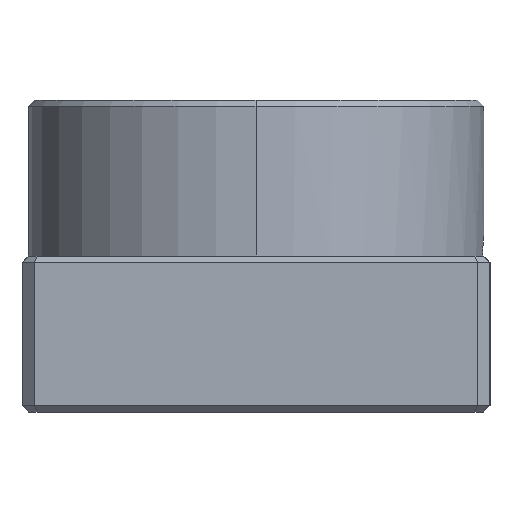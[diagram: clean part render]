
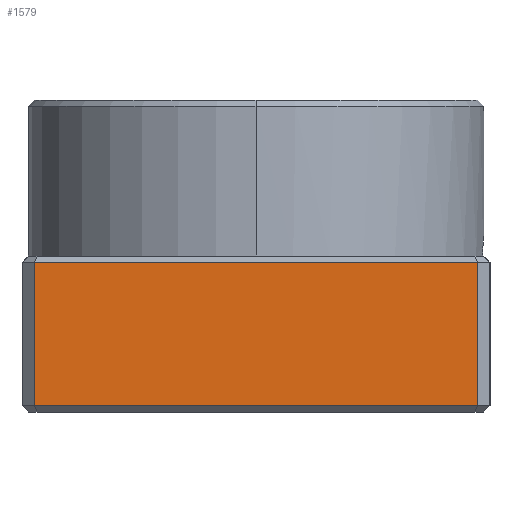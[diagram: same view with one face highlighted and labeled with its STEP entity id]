
A CAD part, left-side view. The second image highlights one B-rep face of the part: STEP entity #1579.
In plain terms, the highlighted planar face has unit normal (-1, 0, 0).
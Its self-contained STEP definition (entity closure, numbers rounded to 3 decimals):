
#42 = ORIENTED_EDGE ( 'NONE', *, *, #1462, .T. ) ;
#59 = DIRECTION ( 'NONE',  ( 0., 1., 0. ) ) ;
#81 = CARTESIAN_POINT ( 'NONE',  ( -65., 35.5, 24. ) ) ;
#224 = CARTESIAN_POINT ( 'NONE',  ( -65., -35.5, 24. ) ) ;
#251 = VERTEX_POINT ( 'NONE', #1923 ) ;
#317 = VECTOR ( 'NONE', #59, 1000. ) ;
#321 = EDGE_CURVE ( 'NONE', #739, #759, #372, .T. ) ;
#344 = CARTESIAN_POINT ( 'NONE',  ( -65., 35.5, 1. ) ) ;
#372 = LINE ( 'NONE', #81, #317 ) ;
#665 = PLANE ( 'NONE',  #1069 ) ;
#678 = DIRECTION ( 'NONE',  ( 1., 0., 0. ) ) ;
#739 = VERTEX_POINT ( 'NONE', #224 ) ;
#759 = VERTEX_POINT ( 'NONE', #1679 ) ;
#809 = CARTESIAN_POINT ( 'NONE',  ( -65., 35.5, 25. ) ) ;
#964 = LINE ( 'NONE', #809, #2355 ) ;
#1022 = ORIENTED_EDGE ( 'NONE', *, *, #1450, .T. ) ;
#1069 = AXIS2_PLACEMENT_3D ( 'NONE', #1950, #678, #2324 ) ;
#1122 = EDGE_CURVE ( 'NONE', #739, #251, #2114, .T. ) ;
#1239 = DIRECTION ( 'NONE',  ( 0., 0., -1. ) ) ;
#1245 = VECTOR ( 'NONE', #1528, 1000. ) ;
#1248 = CARTESIAN_POINT ( 'NONE',  ( -65., 35.5, 1. ) ) ;
#1261 = CARTESIAN_POINT ( 'NONE',  ( -65., -35.5, 25. ) ) ;
#1349 = DIRECTION ( 'NONE',  ( 0., 0., -1. ) ) ;
#1450 = EDGE_CURVE ( 'NONE', #759, #2234, #964, .T. ) ;
#1462 = EDGE_CURVE ( 'NONE', #2234, #251, #1585, .T. ) ;
#1465 = FACE_OUTER_BOUND ( 'NONE', #1644, .T. ) ;
#1528 = DIRECTION ( 'NONE',  ( 0., -1., 0. ) ) ;
#1579 = ADVANCED_FACE ( 'NONE', ( #1465 ), #665, .F. ) ;
#1585 = LINE ( 'NONE', #344, #1245 ) ;
#1606 = VECTOR ( 'NONE', #1239, 1000. ) ;
#1644 = EDGE_LOOP ( 'NONE', ( #1022, #42, #2152, #2242 ) ) ;
#1679 = CARTESIAN_POINT ( 'NONE',  ( -65., 35.5, 24. ) ) ;
#1923 = CARTESIAN_POINT ( 'NONE',  ( -65., -35.5, 1. ) ) ;
#1950 = CARTESIAN_POINT ( 'NONE',  ( -65., 35.5, 25. ) ) ;
#2114 = LINE ( 'NONE', #1261, #1606 ) ;
#2152 = ORIENTED_EDGE ( 'NONE', *, *, #1122, .F. ) ;
#2234 = VERTEX_POINT ( 'NONE', #1248 ) ;
#2242 = ORIENTED_EDGE ( 'NONE', *, *, #321, .T. ) ;
#2324 = DIRECTION ( 'NONE',  ( 0., 0., -1. ) ) ;
#2355 = VECTOR ( 'NONE', #1349, 1000. ) ;
